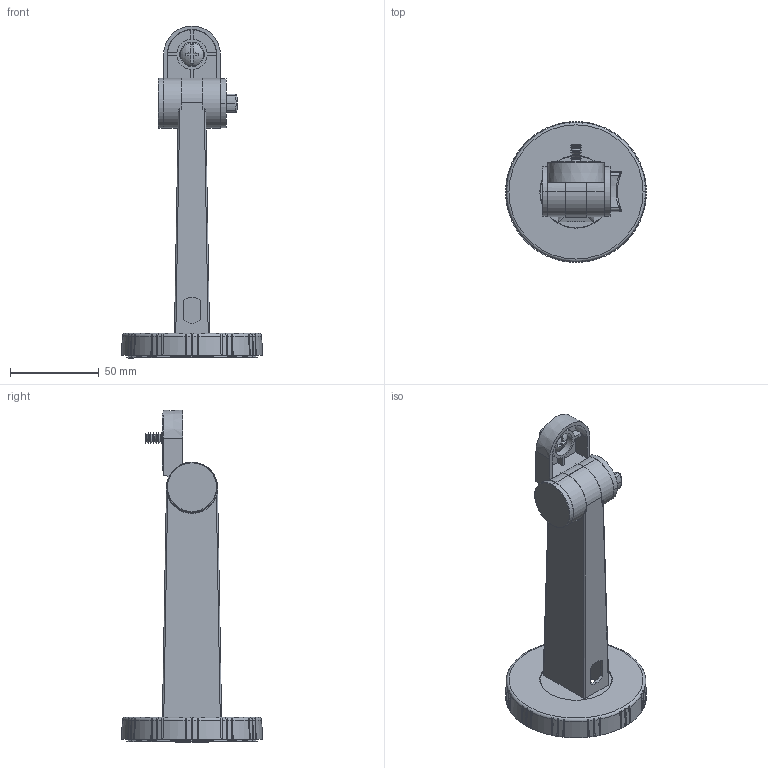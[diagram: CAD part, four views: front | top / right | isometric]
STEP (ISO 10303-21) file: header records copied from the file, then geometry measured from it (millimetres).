
FILE_DESCRIPTION (( 'STEP AP214' ), '1' );
FILE_NAME ('HGX-PMT03.STEP', '2019-04-03T16:42:02', ( '' ), ( '' ), 'SwSTEP 2.0', 'SolidWorks 2018', '' );
FILE_SCHEMA (( 'AUTOMOTIVE_DESIGN' ));
Length unit declared in the file: inch
Products named in the file (8): HGX-PMT03_Arm; HGX-PMT03_Base; HGX-PMT03_SwivelBolt; HGX-PMT03_SwivelMount; HGX-PMT03_SwivelNut; HGX-PMT03_ArmFlange; HGX-PMT03_MountScrew; HGX-PMT03
Assembly tree (7 placements, depth 2):
  HGX-PMT03
    HGX-PMT03_Arm
    HGX-PMT03_ArmFlange
    HGX-PMT03_Base
    HGX-PMT03_SwivelMount
    HGX-PMT03_SwivelNut
    HGX-PMT03_SwivelBolt
    HGX-PMT03_MountScrew
Bounding box: 79.5 x 79.5 x 187.3 mm (x, y, z)
Volume: 71399.4 mm3; surface area: 74938.1 mm2
Topology: 7 solids, 7 shells, 528 faces, 1332 edges, 842 vertices
Faces by surface type: plane 220, cone 170, cylinder 125, torus 6, bspline 5, sphere 2
Entity records: 17802 total; most frequent: CARTESIAN_POINT 3917, ORIENTED_EDGE 2664, DIRECTION 2647, EDGE_CURVE 1332, AXIS2_PLACEMENT_3D 1014, VERTEX_POINT 842, VECTOR 619, LINE 619
